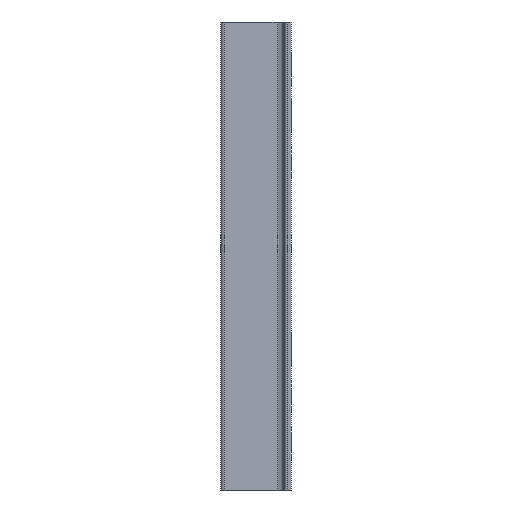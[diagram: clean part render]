
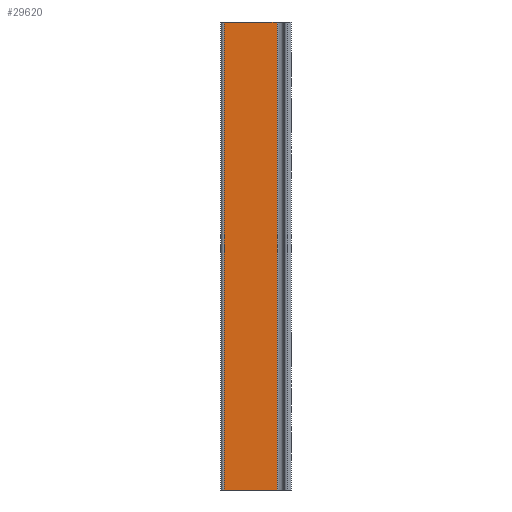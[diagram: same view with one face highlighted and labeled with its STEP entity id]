
A CAD part, left-side view. The second image highlights one B-rep face of the part: STEP entity #29620.
In plain terms, the highlighted planar face has unit normal (-1, 0, 0).
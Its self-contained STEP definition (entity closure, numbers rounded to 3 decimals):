
#22850=CARTESIAN_POINT('',(-426.,57.,0.));
#22860=VERTEX_POINT('',#22850);
#22890=CARTESIAN_POINT('',(-426.,0.,0.));
#22900=DIRECTION('',(0.,-1.,0.));
#22910=VECTOR('',#22900,1.);
#22920=LINE('',#22890,#22910);
#22930=CARTESIAN_POINT('',(-426.,12.,0.));
#22940=VERTEX_POINT('',#22930);
#22950=EDGE_CURVE('',#22860,#22940,#22920,.T.);
#24010=CARTESIAN_POINT('',(-426.,12.,400.));
#24020=VERTEX_POINT('',#24010);
#24050=CARTESIAN_POINT('',(-426.,0.,400.));
#24060=DIRECTION('',(0.,-1.,0.));
#24070=VECTOR('',#24060,1.);
#24080=LINE('',#24050,#24070);
#24090=CARTESIAN_POINT('',(-426.,57.,400.));
#24100=VERTEX_POINT('',#24090);
#24110=EDGE_CURVE('',#24100,#24020,#24080,.T.);
#29410=CARTESIAN_POINT('',(-426.,12.,0.));
#29420=DIRECTION('',(-1.,0.,0.));
#29430=DIRECTION('',(0.,1.,0.));
#29440=AXIS2_PLACEMENT_3D('',#29410,#29420,#29430);
#29450=PLANE('',#29440);
#29460=ORIENTED_EDGE('',*,*,#24110,.F.);
#29470=CARTESIAN_POINT('',(-426.,12.,0.));
#29480=DIRECTION('',(0.,0.,-1.));
#29490=VECTOR('',#29480,1.);
#29500=LINE('',#29470,#29490);
#29510=EDGE_CURVE('',#24020,#22940,#29500,.T.);
#29520=ORIENTED_EDGE('',*,*,#29510,.F.);
#29530=ORIENTED_EDGE('',*,*,#22950,.T.);
#29540=CARTESIAN_POINT('',(-426.,57.,0.));
#29550=DIRECTION('',(0.,0.,1.));
#29560=VECTOR('',#29550,1.);
#29570=LINE('',#29540,#29560);
#29580=EDGE_CURVE('',#22860,#24100,#29570,.T.);
#29590=ORIENTED_EDGE('',*,*,#29580,.F.);
#29600=EDGE_LOOP('',(#29590,#29530,#29520,#29460));
#29610=FACE_OUTER_BOUND('',#29600,.T.);
#29620=ADVANCED_FACE('',(#29610),#29450,.T.);
